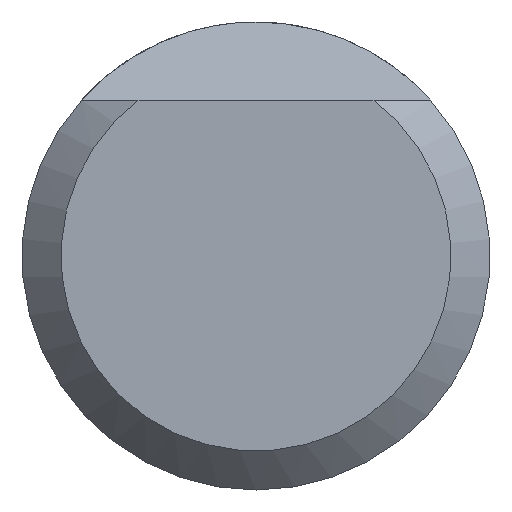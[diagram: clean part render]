
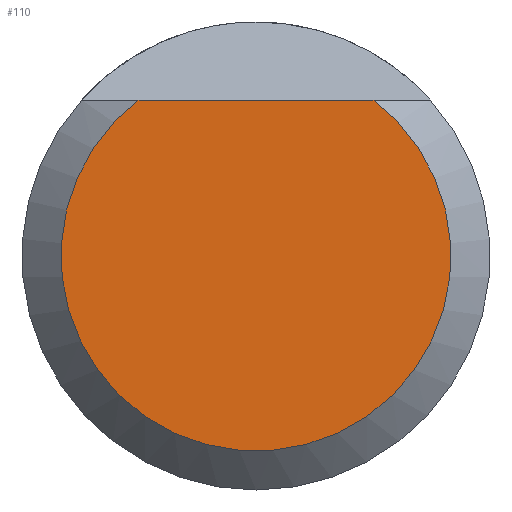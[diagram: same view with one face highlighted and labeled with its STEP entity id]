
A CAD part, front view. The second image highlights one B-rep face of the part: STEP entity #110.
In plain terms, the highlighted planar face has unit normal (0, -1, 0).
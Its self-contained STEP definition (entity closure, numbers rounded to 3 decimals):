
#16 = CARTESIAN_POINT ( 'NONE',  ( 0., 0., 0. ) ) ;
#26 = PLANE ( 'NONE',  #76 ) ;
#33 = DIRECTION ( 'NONE',  ( 1., 0., 0. ) ) ;
#51 = CARTESIAN_POINT ( 'NONE',  ( -1.5, 0., 2. ) ) ;
#76 = AXIS2_PLACEMENT_3D ( 'NONE', #16, #161, #78 ) ;
#78 = DIRECTION ( 'NONE',  ( 0., 0., 1. ) ) ;
#81 = FACE_OUTER_BOUND ( 'NONE', #298, .T. ) ;
#83 = VERTEX_POINT ( 'NONE', #51 ) ;
#110 = ADVANCED_FACE ( 'NONE', ( #81 ), #26, .F. ) ;
#117 = CARTESIAN_POINT ( 'NONE',  ( -3., 0., 2. ) ) ;
#128 = ORIENTED_EDGE ( 'NONE', *, *, #173, .F. ) ;
#130 = CARTESIAN_POINT ( 'NONE',  ( 0., 0., 0. ) ) ;
#136 = ORIENTED_EDGE ( 'NONE', *, *, #348, .T. ) ;
#142 = LINE ( 'NONE', #117, #178 ) ;
#161 = DIRECTION ( 'NONE',  ( 0., 1., 0. ) ) ;
#173 = EDGE_CURVE ( 'NONE', #83, #329, #142, .T. ) ;
#178 = VECTOR ( 'NONE', #33, 1000. ) ;
#181 = DIRECTION ( 'NONE',  ( 0., 0., 1. ) ) ;
#194 = CIRCLE ( 'NONE', #316, 2.5 ) ;
#234 = CARTESIAN_POINT ( 'NONE',  ( 1.5, 0., 2. ) ) ;
#298 = EDGE_LOOP ( 'NONE', ( #136, #128 ) ) ;
#316 = AXIS2_PLACEMENT_3D ( 'NONE', #130, #353, #181 ) ;
#329 = VERTEX_POINT ( 'NONE', #234 ) ;
#348 = EDGE_CURVE ( 'NONE', #83, #329, #194, .T. ) ;
#353 = DIRECTION ( 'NONE',  ( 0., -1., 0. ) ) ;
